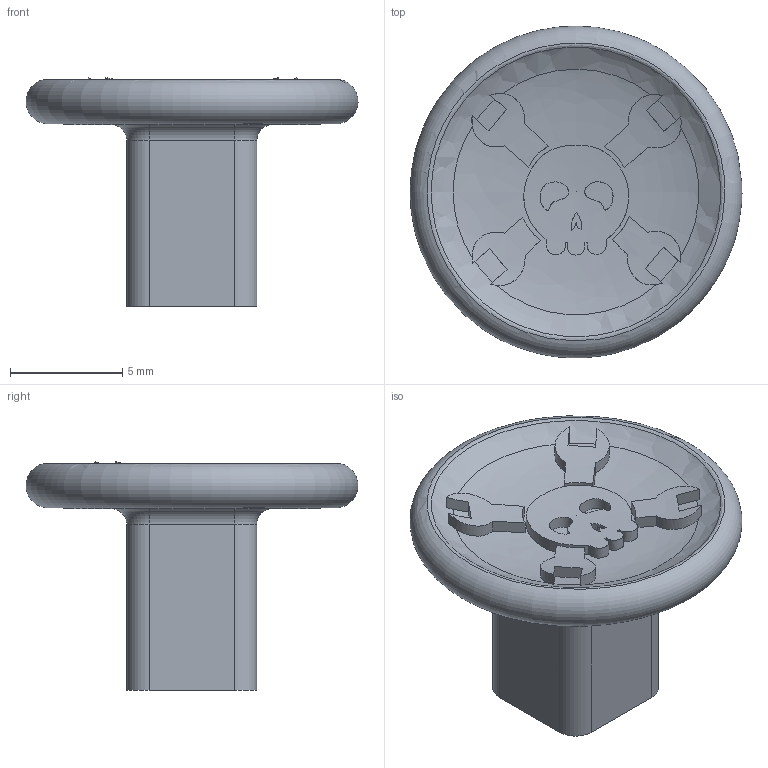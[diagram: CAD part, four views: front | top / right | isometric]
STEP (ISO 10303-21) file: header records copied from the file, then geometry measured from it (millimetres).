
FILE_DESCRIPTION(/* description */ (''),/* implementation_level */ '2;1');
FILE_NAME(/* name */ 'Joystick - Supercon 2023 Badge Enclosure - Basic-2.step',/* time_stamp */ '2023-10-27T20:39:26-07:00',/* author */ (''),/* organization */ (''),/* preprocessor_version */ 'ST-DEVELOPER v20',/* originating_system */ 'Autodesk Translation Framework v12.14.0.127',/* authorisation */ '');
FILE_SCHEMA (('AUTOMOTIVE_DESIGN { 1 0 10303 214 3 1 1 }'));
Length unit declared in the file: millimetre
Products named in the file (2): Supercon 2023 Badge Enclosure - Basic; Badge 2023 Thumbstick v1.0 v1
Assembly tree (1 placements, depth 2):
  Supercon 2023 Badge Enclosure - Basic
    Badge 2023 Thumbstick v1.0 v1
Bounding box: 14.8 x 14.8 x 10.2 mm (x, y, z)
Volume: 424.7 mm3; surface area: 717.4 mm2
Topology: 1 solids, 1 shells, 130 faces, 446 edges, 321 vertices
Faces by surface type: bspline 65, plane 52, cylinder 8, torus 5
Entity records: 10898 total; most frequent: CARTESIAN_POINT 7614, ORIENTED_EDGE 890, EDGE_CURVE 445, DIRECTION 343, VERTEX_POINT 321, B_SPLINE_CURVE_WITH_KNOTS 277, EDGE_LOOP 135, FACE_OUTER_BOUND 130
